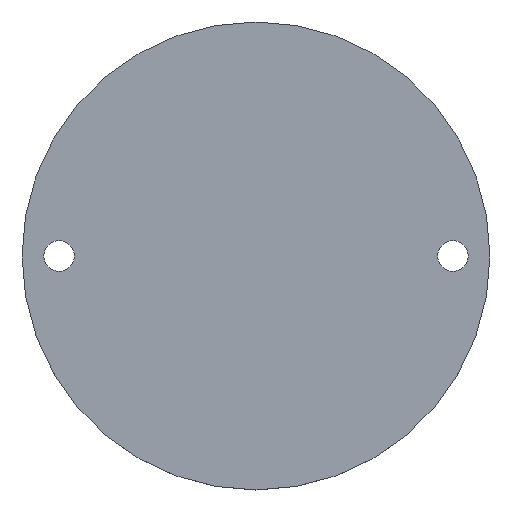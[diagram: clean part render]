
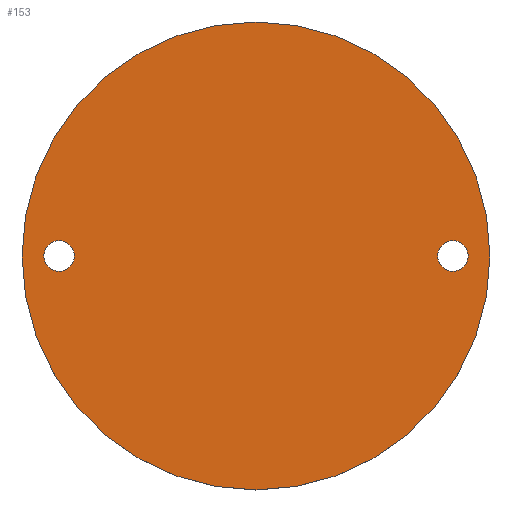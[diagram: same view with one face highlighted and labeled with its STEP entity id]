
A CAD part, top view. The second image highlights one B-rep face of the part: STEP entity #153.
In plain terms, the highlighted planar face has unit normal (0, 0, 1).
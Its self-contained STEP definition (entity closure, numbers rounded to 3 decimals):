
#20=FACE_BOUND('',#64,.T.);
#21=FACE_BOUND('',#65,.T.);
#24=PLANE('',#189);
#50=FACE_OUTER_BOUND('',#63,.T.);
#63=EDGE_LOOP('',(#140));
#64=EDGE_LOOP('',(#141));
#65=EDGE_LOOP('',(#142));
#74=CIRCLE('',#182,1.75);
#76=CIRCLE('',#186,1.75);
#77=CIRCLE('',#188,26.779);
#85=VERTEX_POINT('',#266);
#87=VERTEX_POINT('',#274);
#88=VERTEX_POINT('',#278);
#99=EDGE_CURVE('',#85,#85,#74,.T.);
#103=EDGE_CURVE('',#87,#87,#76,.T.);
#105=EDGE_CURVE('',#88,#88,#77,.T.);
#140=ORIENTED_EDGE('',*,*,#105,.T.);
#141=ORIENTED_EDGE('',*,*,#103,.T.);
#142=ORIENTED_EDGE('',*,*,#99,.T.);
#153=ADVANCED_FACE('',(#50,#20,#21),#24,.T.);
#182=AXIS2_PLACEMENT_3D('',#267,#222,#223);
#186=AXIS2_PLACEMENT_3D('',#275,#232,#233);
#188=AXIS2_PLACEMENT_3D('',#279,#237,#238);
#189=AXIS2_PLACEMENT_3D('',#281,#240,#241);
#222=DIRECTION('center_axis',(0.,0.,-1.));
#223=DIRECTION('ref_axis',(1.,0.,0.));
#232=DIRECTION('center_axis',(0.,0.,-1.));
#233=DIRECTION('ref_axis',(1.,0.,0.));
#237=DIRECTION('center_axis',(0.,0.,1.));
#238=DIRECTION('ref_axis',(1.,0.,0.));
#240=DIRECTION('center_axis',(0.,0.,1.));
#241=DIRECTION('ref_axis',(1.,0.,0.));
#266=CARTESIAN_POINT('',(-24.279,0.,3.));
#267=CARTESIAN_POINT('Origin',(-22.529,0.,3.));
#274=CARTESIAN_POINT('',(20.779,0.,3.));
#275=CARTESIAN_POINT('Origin',(22.529,0.,3.));
#278=CARTESIAN_POINT('',(-26.779,0.,3.));
#279=CARTESIAN_POINT('Origin',(0.,0.,3.));
#281=CARTESIAN_POINT('Origin',(0.,0.,3.));
